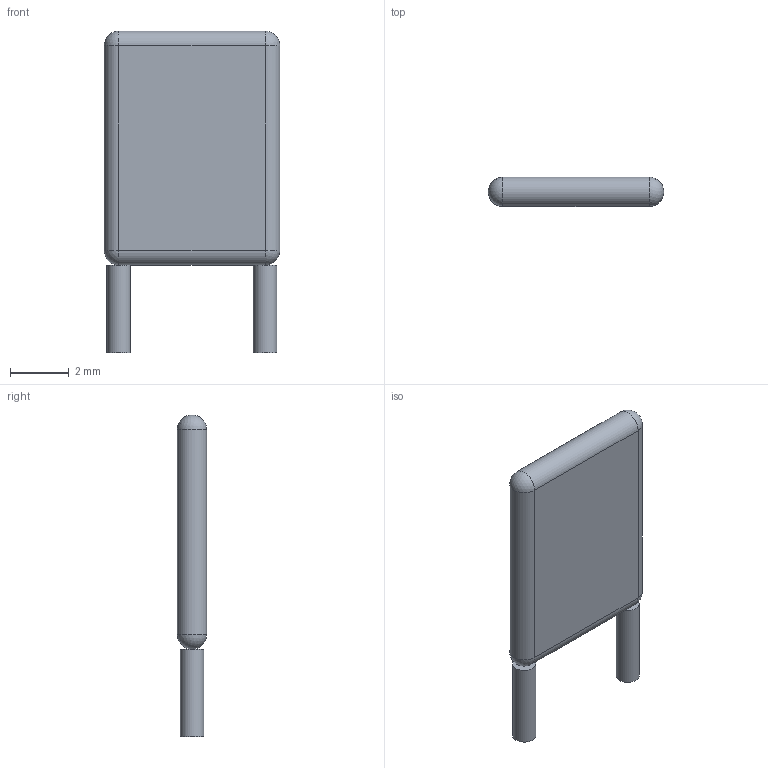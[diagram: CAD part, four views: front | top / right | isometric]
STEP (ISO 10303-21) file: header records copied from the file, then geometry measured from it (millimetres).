
FILE_DESCRIPTION(/* description */ (''),/* implementation_level */ '2;1');
FILE_NAME(/* name */ 'C_W6xH8_P5.step',/* time_stamp */ '2024-08-27T12:34:36+06:00',/* author */ (''),/* organization */ (''),/* preprocessor_version */ 'ST-DEVELOPER v20',/* originating_system */ 'Autodesk Translation Framework v13.14.0.145',/* authorisation */ '');
FILE_SCHEMA (('AUTOMOTIVE_DESIGN { 1 0 10303 214 3 1 1 }'));
Length unit declared in the file: millimetre
Products named in the file (1): (Unsaved)
Bounding box: 6 x 1 x 11 mm (x, y, z)
Volume: 48 mm3; surface area: 127.9 mm2
Topology: 3 solids, 3 shells, 16 faces, 28 edges, 15 vertices
Faces by surface type: cylinder 6, plane 6, sphere 4
Full cylindrical faces by diameter (mm): 0.8 x2
Entity records: 402 total; most frequent: DIRECTION 74, CARTESIAN_POINT 57, ORIENTED_EDGE 50, AXIS2_PLACEMENT_3D 32, EDGE_CURVE 25, FACE_OUTER_BOUND 16, EDGE_LOOP 16, ADVANCED_FACE 16
